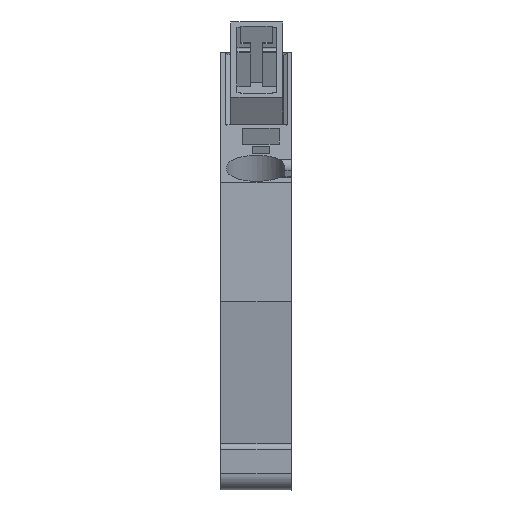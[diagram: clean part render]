
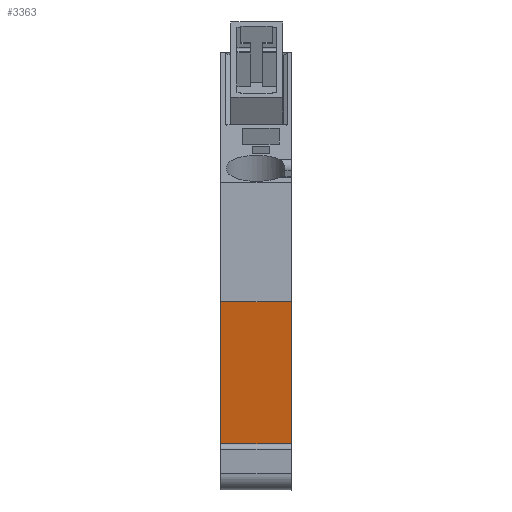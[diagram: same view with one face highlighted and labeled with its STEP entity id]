
A CAD part, front view. The second image highlights one B-rep face of the part: STEP entity #3363.
In plain terms, the highlighted planar face has unit normal (0, -0.985, -0.174).
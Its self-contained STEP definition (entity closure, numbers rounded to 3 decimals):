
#3336=AXIS2_PLACEMENT_3D('Plane Axis2P3D',#3333,#3334,#3335) ;
#465=CARTESIAN_POINT('Line Origine',(4.05,0.,21.482)) ;
#469=CARTESIAN_POINT('Vertex',(8.1,0.,21.482)) ;
#471=CARTESIAN_POINT('Vertex',(0.,0.,21.482)) ;
#1092=CARTESIAN_POINT('Vertex',(0.,3.061,4.123)) ;
#1095=CARTESIAN_POINT('Line Origine',(0.,1.53,12.803)) ;
#3311=CARTESIAN_POINT('Vertex',(1.,3.198,3.345)) ;
#3318=CARTESIAN_POINT('Vertex',(8.1,3.198,3.345)) ;
#3321=CARTESIAN_POINT('Line Origine',(4.55,3.198,3.345)) ;
#3333=CARTESIAN_POINT('Axis2P3D Location',(0.,3.061,4.123)) ;
#3338=CARTESIAN_POINT('Line Origine',(0.5,3.061,4.123)) ;
#3342=CARTESIAN_POINT('Vertex',(1.,3.061,4.123)) ;
#3345=CARTESIAN_POINT('Line Origine',(1.,3.129,3.734)) ;
#3350=CARTESIAN_POINT('Line Origine',(8.1,1.599,12.414)) ;
#466=DIRECTION('Vector Direction',(-1.,0.,0.)) ;
#1096=DIRECTION('Vector Direction',(0.,-0.174,0.985)) ;
#3322=DIRECTION('Vector Direction',(-1.,0.,0.)) ;
#3334=DIRECTION('Axis2P3D Direction',(0.,-0.985,-0.174)) ;
#3335=DIRECTION('Axis2P3D XDirection',(0.,-0.174,0.985)) ;
#3339=DIRECTION('Vector Direction',(-1.,0.,0.)) ;
#3346=DIRECTION('Vector Direction',(0.,0.174,-0.985)) ;
#3351=DIRECTION('Vector Direction',(0.,-0.174,0.985)) ;
#467=VECTOR('Line Direction',#466,1.) ;
#1097=VECTOR('Line Direction',#1096,1.) ;
#3323=VECTOR('Line Direction',#3322,1.) ;
#3340=VECTOR('Line Direction',#3339,1.) ;
#3347=VECTOR('Line Direction',#3346,1.) ;
#3352=VECTOR('Line Direction',#3351,1.) ;
#3356=ORIENTED_EDGE('',*,*,#3344,.F.) ;
#3357=ORIENTED_EDGE('',*,*,#3349,.T.) ;
#3358=ORIENTED_EDGE('',*,*,#3325,.F.) ;
#3359=ORIENTED_EDGE('',*,*,#3354,.T.) ;
#3360=ORIENTED_EDGE('',*,*,#473,.T.) ;
#3361=ORIENTED_EDGE('',*,*,#1099,.F.) ;
#3363=ADVANCED_FACE('KLTR_ZSI6-2_F_C\\Artikel Stromschienenauflage',(#3362),#3337,.T.) ;
#473=EDGE_CURVE('',#470,#472,#468,.T.) ;
#1099=EDGE_CURVE('',#1093,#472,#1098,.T.) ;
#3325=EDGE_CURVE('',#3319,#3312,#3324,.T.) ;
#3344=EDGE_CURVE('',#3343,#1093,#3341,.T.) ;
#3349=EDGE_CURVE('',#3343,#3312,#3348,.T.) ;
#3354=EDGE_CURVE('',#3319,#470,#3353,.T.) ;
#3355=EDGE_LOOP('',(#3356,#3357,#3358,#3359,#3360,#3361)) ;
#3362=FACE_OUTER_BOUND('',#3355,.T.) ;
#468=LINE('Line',#465,#467) ;
#1098=LINE('Line',#1095,#1097) ;
#3324=LINE('Line',#3321,#3323) ;
#3341=LINE('Line',#3338,#3340) ;
#3348=LINE('Line',#3345,#3347) ;
#3353=LINE('Line',#3350,#3352) ;
#3337=PLANE('',#3336) ;
#470=VERTEX_POINT('',#469) ;
#472=VERTEX_POINT('',#471) ;
#1093=VERTEX_POINT('',#1092) ;
#3312=VERTEX_POINT('',#3311) ;
#3319=VERTEX_POINT('',#3318) ;
#3343=VERTEX_POINT('',#3342) ;
